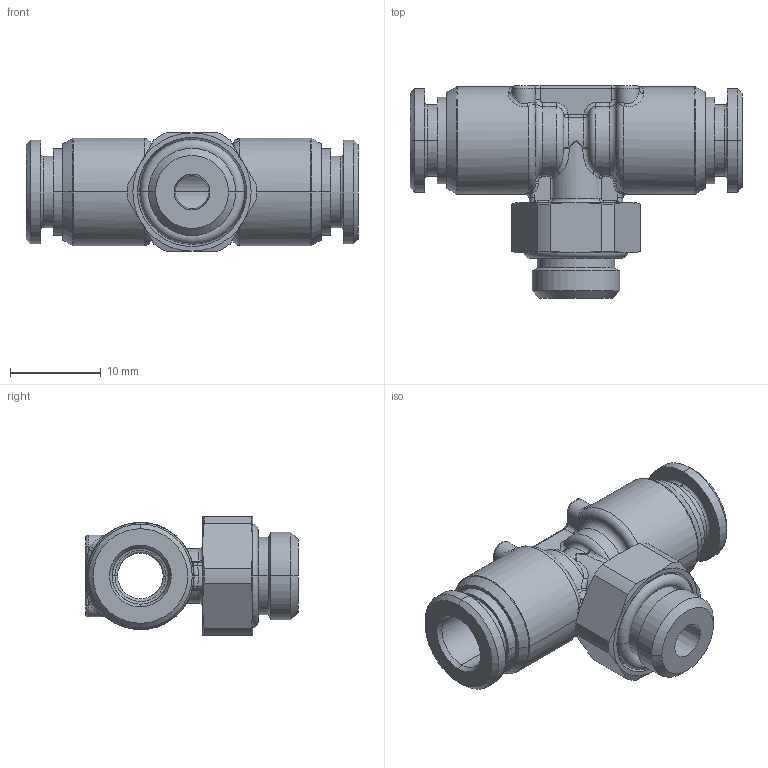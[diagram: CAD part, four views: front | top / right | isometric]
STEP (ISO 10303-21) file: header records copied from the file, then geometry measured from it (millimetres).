
FILE_DESCRIPTION(( 'MXM.21.06.18.stp' ), '1');
FILE_NAME( 'MXM.21.06.18.stp', '2018-09-04T16:08:34',( 'Sopra'),('sopra-pneumatic.com'), 'SwSTEP 2.0','SolidWorks 2009','' );
FILE_SCHEMA(('CONFIG_CONTROL_DESIGN'));
Length unit declared in the file: millimetre
Products named in the file (1): 384307B_921X4M-6FF-1-8
Bounding box: 36.5 x 23.35 x 13 mm (x, y, z)
Volume: 3213.8 mm3; surface area: 3671 mm2
Topology: 2 solids, 2 shells, 316 faces, 723 edges, 414 vertices
Faces by surface type: cylinder 94, bspline 72, torus 60, cone 42, plane 40, sphere 8
Entity records: 12802 total; most frequent: CARTESIAN_POINT 6054, ORIENTED_EDGE 1446, DIRECTION 1387, EDGE_CURVE 723, AXIS2_PLACEMENT_3D 606, VERTEX_POINT 414, CIRCLE 362, EDGE_LOOP 333
